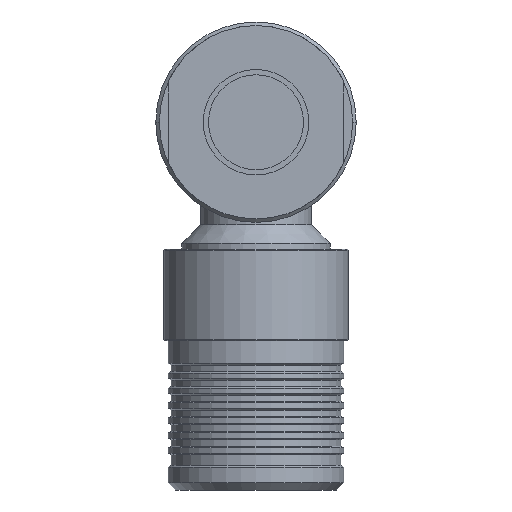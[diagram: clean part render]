
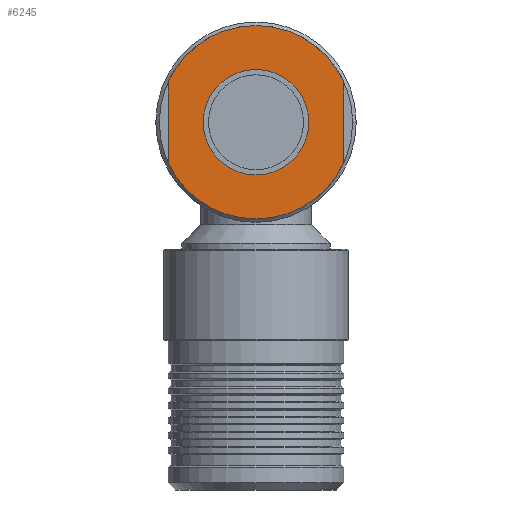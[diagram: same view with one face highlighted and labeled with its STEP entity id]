
A CAD part, front view. The second image highlights one B-rep face of the part: STEP entity #6245.
In plain terms, the highlighted planar face has unit normal (0, -1, 0).
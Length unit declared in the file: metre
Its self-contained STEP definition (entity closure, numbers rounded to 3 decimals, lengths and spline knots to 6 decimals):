
#3 = DIRECTION ( 'NONE',  ( 0., -1., 0. ) ) ;
#153 = VERTEX_POINT ( 'NONE', #4305 ) ;
#210 = AXIS2_PLACEMENT_3D ( 'NONE', #4249, #1147, #4768 ) ;
#423 = AXIS2_PLACEMENT_3D ( 'NONE', #624, #4258, #1158 ) ;
#460 = AXIS2_PLACEMENT_3D ( 'NONE', #3854, #735, #4358 ) ;
#468 = EDGE_CURVE ( 'NONE', #2227, #1257, #1469, .T. ) ;
#551 = AXIS2_PLACEMENT_3D ( 'NONE', #3739, #5296, #2188 ) ;
#607 = ORIENTED_EDGE ( 'NONE', *, *, #1569, .F. ) ;
#624 = CARTESIAN_POINT ( 'NONE',  ( 0., -0.02054, -0.00318 ) ) ;
#735 = DIRECTION ( 'NONE',  ( 0., -1., 0. ) ) ;
#1077 = CARTESIAN_POINT ( 'NONE',  ( 0.005, -0.02054, -0.000889 ) ) ;
#1097 = EDGE_LOOP ( 'NONE', ( #3894, #4504 ) ) ;
#1118 = DIRECTION ( 'NONE',  ( 0., 0., -1. ) ) ;
#1147 = DIRECTION ( 'NONE',  ( 0., 1., 0. ) ) ;
#1158 = DIRECTION ( 'NONE',  ( -1., 0., 0. ) ) ;
#1257 = VERTEX_POINT ( 'NONE', #5965 ) ;
#1349 = DIRECTION ( 'NONE',  ( 0., 0., -1. ) ) ;
#1469 = LINE ( 'NONE', #1077, #6663 ) ;
#1569 = EDGE_CURVE ( 'NONE', #1257, #3467, #3761, .T. ) ;
#1669 = PLANE ( 'NONE',  #551 ) ;
#2188 = DIRECTION ( 'NONE',  ( 1., 0., 0. ) ) ;
#2203 = CARTESIAN_POINT ( 'NONE',  ( -0.005, -0.02054, -0.000889 ) ) ;
#2227 = VERTEX_POINT ( 'NONE', #2254 ) ;
#2254 = CARTESIAN_POINT ( 'NONE',  ( 0.005, -0.02054, -0.000889 ) ) ;
#2477 = VERTEX_POINT ( 'NONE', #2506 ) ;
#2506 = CARTESIAN_POINT ( 'NONE',  ( -0.003, -0.02054, -0.00318 ) ) ;
#2521 = FACE_OUTER_BOUND ( 'NONE', #2906, .T. ) ;
#2680 = FACE_BOUND ( 'NONE', #1097, .T. ) ;
#2750 = ORIENTED_EDGE ( 'NONE', *, *, #4472, .F. ) ;
#2758 = VERTEX_POINT ( 'NONE', #2203 ) ;
#2906 = EDGE_LOOP ( 'NONE', ( #6055, #2750, #3444, #607 ) ) ;
#3141 = CARTESIAN_POINT ( 'NONE',  ( 0., -0.02054, -0.00318 ) ) ;
#3152 = EDGE_CURVE ( 'NONE', #153, #2477, #3832, .T. ) ;
#3187 = VECTOR ( 'NONE', #1118, 1. ) ;
#3271 = EDGE_CURVE ( 'NONE', #2758, #3467, #4544, .T. ) ;
#3408 = CIRCLE ( 'NONE', #460, 0.003 ) ;
#3444 = ORIENTED_EDGE ( 'NONE', *, *, #3271, .T. ) ;
#3467 = VERTEX_POINT ( 'NONE', #5185 ) ;
#3647 = DIRECTION ( 'NONE',  ( 0., 0., -1. ) ) ;
#3718 = CARTESIAN_POINT ( 'NONE',  ( -0.005, -0.02054, -0.000889 ) ) ;
#3739 = CARTESIAN_POINT ( 'NONE',  ( 0., -0.02054, 0.00232 ) ) ;
#3761 = CIRCLE ( 'NONE', #210, 0.0055 ) ;
#3832 = CIRCLE ( 'NONE', #5729, 0.003 ) ;
#3854 = CARTESIAN_POINT ( 'NONE',  ( 0., -0.02054, -0.00318 ) ) ;
#3894 = ORIENTED_EDGE ( 'NONE', *, *, #3152, .F. ) ;
#4249 = CARTESIAN_POINT ( 'NONE',  ( 0., -0.02054, -0.00318 ) ) ;
#4258 = DIRECTION ( 'NONE',  ( 0., 1., 0. ) ) ;
#4305 = CARTESIAN_POINT ( 'NONE',  ( 0.003, -0.02054, -0.00318 ) ) ;
#4358 = DIRECTION ( 'NONE',  ( 0., 0., -1. ) ) ;
#4472 = EDGE_CURVE ( 'NONE', #2758, #2227, #5105, .T. ) ;
#4504 = ORIENTED_EDGE ( 'NONE', *, *, #5778, .F. ) ;
#4544 = LINE ( 'NONE', #3718, #3187 ) ;
#4768 = DIRECTION ( 'NONE',  ( -1., 0., 0. ) ) ;
#5105 = CIRCLE ( 'NONE', #423, 0.0055 ) ;
#5185 = CARTESIAN_POINT ( 'NONE',  ( -0.005, -0.02054, -0.005471 ) ) ;
#5296 = DIRECTION ( 'NONE',  ( 0., -1., 0. ) ) ;
#5729 = AXIS2_PLACEMENT_3D ( 'NONE', #3141, #3, #3647 ) ;
#5778 = EDGE_CURVE ( 'NONE', #2477, #153, #3408, .T. ) ;
#5965 = CARTESIAN_POINT ( 'NONE',  ( 0.005, -0.02054, -0.005471 ) ) ;
#6055 = ORIENTED_EDGE ( 'NONE', *, *, #468, .F. ) ;
#6245 = ADVANCED_FACE ( 'NONE', ( #2521, #2680 ), #1669, .T. ) ;
#6663 = VECTOR ( 'NONE', #1349, 1. ) ;
